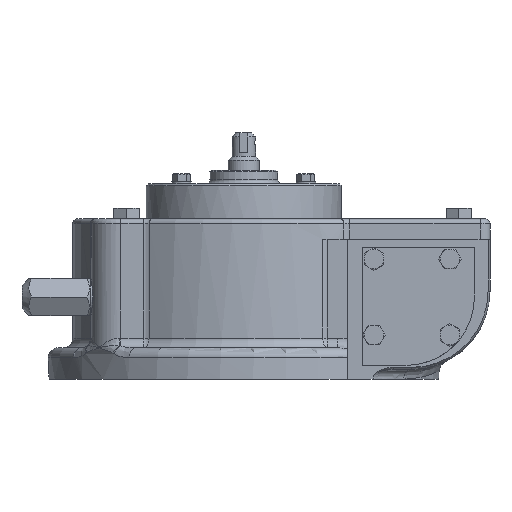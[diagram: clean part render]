
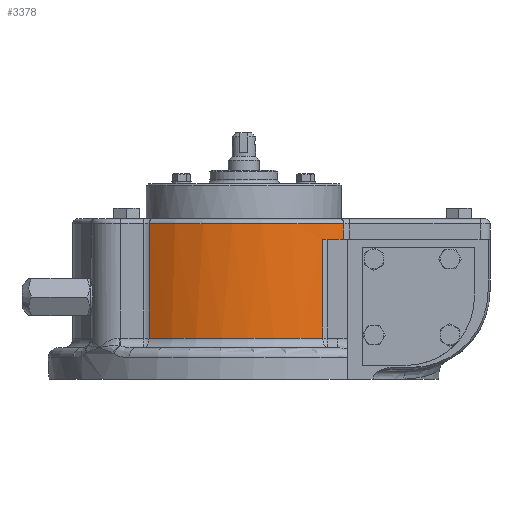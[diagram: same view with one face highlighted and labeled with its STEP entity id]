
A CAD part, left-side view. The second image highlights one B-rep face of the part: STEP entity #3378.
In plain terms, the highlighted cylindrical face has radius 87.5 mm (diameter 175 mm), a partial arc.
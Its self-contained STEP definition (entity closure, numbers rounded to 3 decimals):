
#3378 = ADVANCED_FACE( '', ( #7225 ), #7226, .T. );
#7225 = FACE_OUTER_BOUND( '', #16688, .T. );
#7226 = CYLINDRICAL_SURFACE( '', #16689, 87.5 );
#16688 = EDGE_LOOP( '', ( #27750, #27751, #27752, #27753, #27754, #27755 ) );
#16689 = AXIS2_PLACEMENT_3D( '', #27756, #27757, #27758 );
#27750 = ORIENTED_EDGE( '', *, *, #33504, .T. );
#27751 = ORIENTED_EDGE( '', *, *, #31225, .T. );
#27752 = ORIENTED_EDGE( '', *, *, #31445, .T. );
#27753 = ORIENTED_EDGE( '', *, *, #33454, .F. );
#27754 = ORIENTED_EDGE( '', *, *, #33343, .T. );
#27755 = ORIENTED_EDGE( '', *, *, #32273, .T. );
#27756 = CARTESIAN_POINT( '', ( 0., 0., 74.5 ) );
#27757 = DIRECTION( '', ( 0., 0., 1. ) );
#27758 = DIRECTION( '', ( -1., 0., 0. ) );
#31225 = EDGE_CURVE( '', #36322, #35704, #36323, .F. );
#31445 = EDGE_CURVE( '', #35704, #36644, #36646, .F. );
#32273 = EDGE_CURVE( '', #37823, #35788, #37838, .F. );
#33343 = EDGE_CURVE( '', #39183, #37823, #39184, .F. );
#33454 = EDGE_CURVE( '', #39183, #36644, #39312, .T. );
#33504 = EDGE_CURVE( '', #35788, #36322, #39364, .T. );
#35704 = VERTEX_POINT( '', #44085 );
#35788 = VERTEX_POINT( '', #44269 );
#36322 = VERTEX_POINT( '', #45658 );
#36323 = CIRCLE( '', #45659, 87.5 );
#36644 = VERTEX_POINT( '', #46426 );
#36646 = LINE( '', #46428, #46429 );
#37823 = VERTEX_POINT( '', #48982 );
#37838 = CIRCLE( '', #49008, 87.5 );
#39183 = VERTEX_POINT( '', #53079 );
#39184 = LINE( '', #53080, #53081 );
#39312 = CIRCLE( '', #53329, 87.5 );
#39364 = LINE( '', #53492, #53493 );
#44085 = CARTESIAN_POINT( '', ( -77.568, -40.491, 21. ) );
#44269 = CARTESIAN_POINT( '', ( -72.838, 48.486, 79.49 ) );
#45658 = CARTESIAN_POINT( '', ( -72.838, 48.486, 21. ) );
#45659 = AXIS2_PLACEMENT_3D( '', #55796, #55797, #55798 );
#46426 = CARTESIAN_POINT( '', ( -77.568, -40.491, 71.5 ) );
#46428 = CARTESIAN_POINT( '', ( -77.568, -40.491, 74.5 ) );
#46429 = VECTOR( '', #56047, 1000. );
#48982 = CARTESIAN_POINT( '', ( -70.946, -51.214, 79.49 ) );
#49008 = AXIS2_PLACEMENT_3D( '', #56939, #56940, #56941 );
#53079 = CARTESIAN_POINT( '', ( -70.946, -51.214, 71.5 ) );
#53080 = CARTESIAN_POINT( '', ( -70.946, -51.214, 347.746 ) );
#53081 = VECTOR( '', #57812, 1000. );
#53329 = AXIS2_PLACEMENT_3D( '', #57889, #57890, #57891 );
#53492 = CARTESIAN_POINT( '', ( -72.838, 48.486, 74.5 ) );
#53493 = VECTOR( '', #57924, 1000. );
#55796 = CARTESIAN_POINT( '', ( 0., 0., 21. ) );
#55797 = DIRECTION( '', ( 0., 0., -1. ) );
#55798 = DIRECTION( '', ( -1., 0., 0. ) );
#56047 = DIRECTION( '', ( 0., 0., -1. ) );
#56939 = CARTESIAN_POINT( '', ( 0., 0., 79.49 ) );
#56940 = DIRECTION( '', ( 0., 0., 1. ) );
#56941 = DIRECTION( '', ( 1., 0., 0. ) );
#57812 = DIRECTION( '', ( 0., 0., -1. ) );
#57889 = CARTESIAN_POINT( '', ( 0., 0., 71.5 ) );
#57890 = DIRECTION( '', ( 0., 0., -1. ) );
#57891 = DIRECTION( '', ( -1., 0., 0. ) );
#57924 = DIRECTION( '', ( 0., 0., -1. ) );
